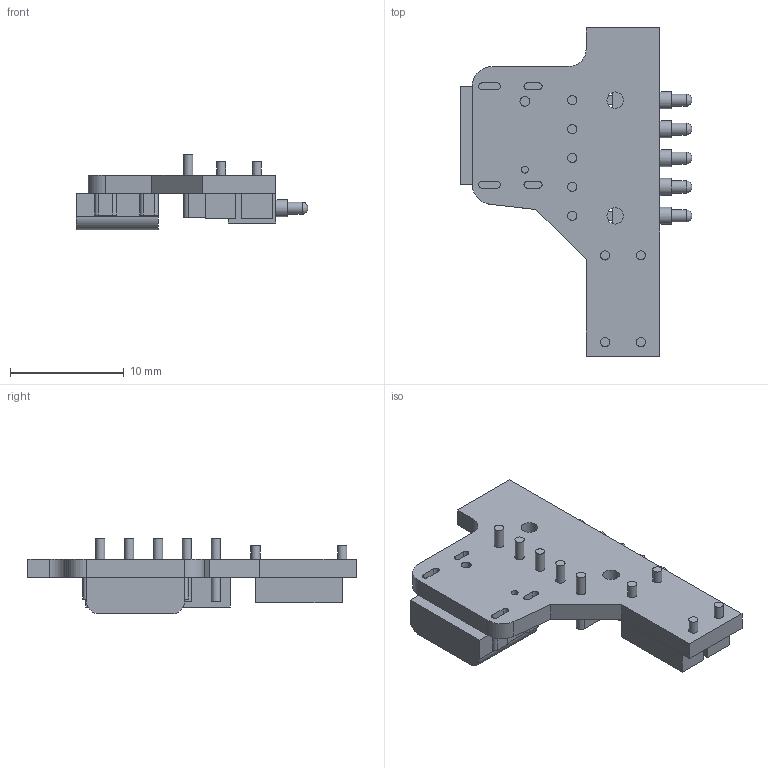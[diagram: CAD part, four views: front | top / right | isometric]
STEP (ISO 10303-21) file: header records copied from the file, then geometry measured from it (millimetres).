
FILE_DESCRIPTION(/* description */ (''),/* implementation_level */ '2;1');
FILE_NAME(/* name */ 'J17-Markwardt-PCB v8.step',/* time_stamp */ '2022-05-03T23:12:37-04:00',/* author */ (''),/* organization */ (''),/* preprocessor_version */ 'ST-DEVELOPER v18.1',/* originating_system */ 'Autodesk Translation Framework v10.14.0.1471',/* authorisation */ '');
FILE_SCHEMA (('AUTOMOTIVE_DESIGN { 1 0 10303 214 3 1 1 }'));
Length unit declared in the file: millimetre
Products named in the file (2): J17-Markwardt-PCB; J17-Markwardt-rounded PCB
Assembly tree (1 placements, depth 2):
  J17-Markwardt-PCB
    J17-Markwardt-rounded PCB
Bounding box: 20.36 x 28.82 x 6.65 mm (x, y, z)
Volume: 976.7 mm3; surface area: 1651.1 mm2
Topology: 19 solids, 19 shells, 167 faces, 356 edges, 237 vertices
Faces by surface type: plane 104, cylinder 58, bspline 5
Full cylindrical faces by diameter (mm): 0.6 x1, 0.8 x8, 0.813 x10, 0.85 x1, 1.06 x5, 1.448 x2, 1.5 x5
Entity records: 4799 total; most frequent: CARTESIAN_POINT 893, DIRECTION 817, ORIENTED_EDGE 712, EDGE_CURVE 356, AXIS2_PLACEMENT_3D 296, VERTEX_POINT 237, LINE 225, VECTOR 225
